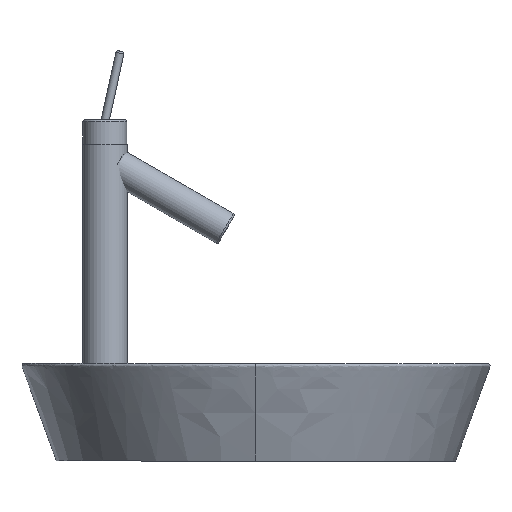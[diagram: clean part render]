
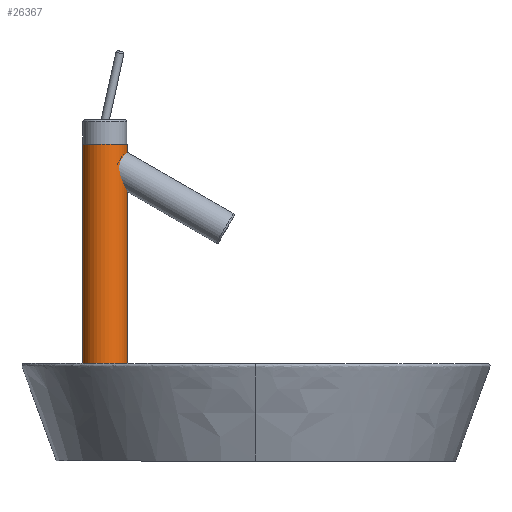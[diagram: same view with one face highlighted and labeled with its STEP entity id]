
A CAD part, front view. The second image highlights one B-rep face of the part: STEP entity #26367.
In plain terms, the highlighted cylindrical face has radius 23 mm (diameter 46 mm), a full revolution.
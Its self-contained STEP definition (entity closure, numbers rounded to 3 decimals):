
#26336=CARTESIAN_POINT('',(23.,0.,10.0));
#26337=VERTEX_POINT('',#26336);
#26338=CARTESIAN_POINT('',(0.0,0.0,10.0));
#26339=DIRECTION('',(0.0,0.0,-1.0));
#26340=DIRECTION('',(-1.0,0.0,0.0));
#26341=AXIS2_PLACEMENT_3D('',#26338,#26339,#26340);
#26342=CIRCLE('',#26341,23.);
#26343=EDGE_CURVE('',#26337,#26337,#26342,.T.);
#26348=CARTESIAN_POINT('',(0.0,0.0,10.0));
#26349=DIRECTION('',(0.0,0.0,1.0));
#26350=DIRECTION('',(-1.0,0.0,0.0));
#26351=AXIS2_PLACEMENT_3D('',#26348,#26349,#26350);
#26352=CYLINDRICAL_SURFACE('',#26351,23.);
#26353=CARTESIAN_POINT('',(23.,0.,240.0));
#26354=VERTEX_POINT('',#26353);
#26355=CARTESIAN_POINT('',(0.0,0.0,240.0));
#26356=DIRECTION('',(0.0,0.0,-1.0));
#26357=DIRECTION('',(-1.0,0.0,0.0));
#26358=AXIS2_PLACEMENT_3D('',#26355,#26356,#26357);
#26359=CIRCLE('',#26358,23.);
#26360=EDGE_CURVE('',#26354,#26354,#26359,.T.);
#26361=ORIENTED_EDGE('',*,*,#26360,.T.);
#26362=EDGE_LOOP('',(#26361));
#26363=FACE_OUTER_BOUND('',#26362,.T.);
#26364=ORIENTED_EDGE('',*,*,#26343,.F.);
#26365=EDGE_LOOP('',(#26364));
#26366=FACE_BOUND('',#26365,.T.);
#26367=ADVANCED_FACE('',(#26363,#26366),#26352,.T.);
